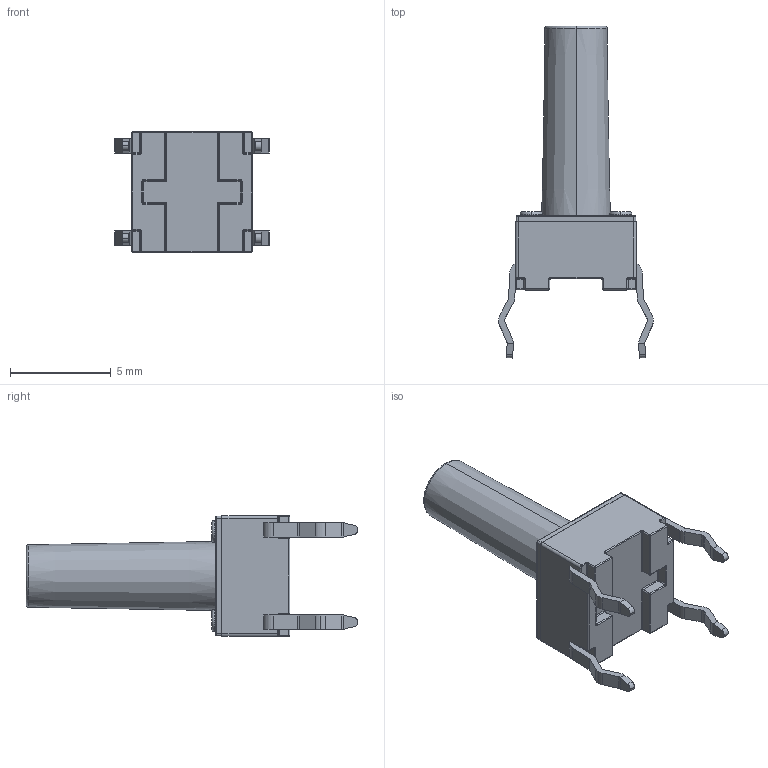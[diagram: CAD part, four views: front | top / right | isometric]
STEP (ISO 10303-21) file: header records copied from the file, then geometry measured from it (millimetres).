
FILE_DESCRIPTION (( 'STEP AP214' ), '1' );
FILE_NAME ('tactileswitch-long.STEP', '2013-06-10T19:13:10', ( '' ), ( '' ), 'SwSTEP 2.0', 'SolidWorks 2011', '' );
FILE_SCHEMA (( 'AUTOMOTIVE_DESIGN' ));
Length unit declared in the file: inch
Products named in the file (1): tactileswitch-long
Bounding box: 7.69 x 16.48 x 6.01 mm (x, y, z)
Volume: 205 mm3; surface area: 295.3 mm2
Topology: 1 solids, 1 shells, 294 faces, 720 edges, 410 vertices
Faces by surface type: cylinder 138, plane 88, torus 42, sphere 24, cone 2
Entity records: 9845 total; most frequent: DIRECTION 1614, CARTESIAN_POINT 1431, ORIENTED_EDGE 1392, EDGE_CURVE 696, AXIS2_PLACEMENT_3D 631, VERTEX_POINT 410, VECTOR 352, LINE 352
